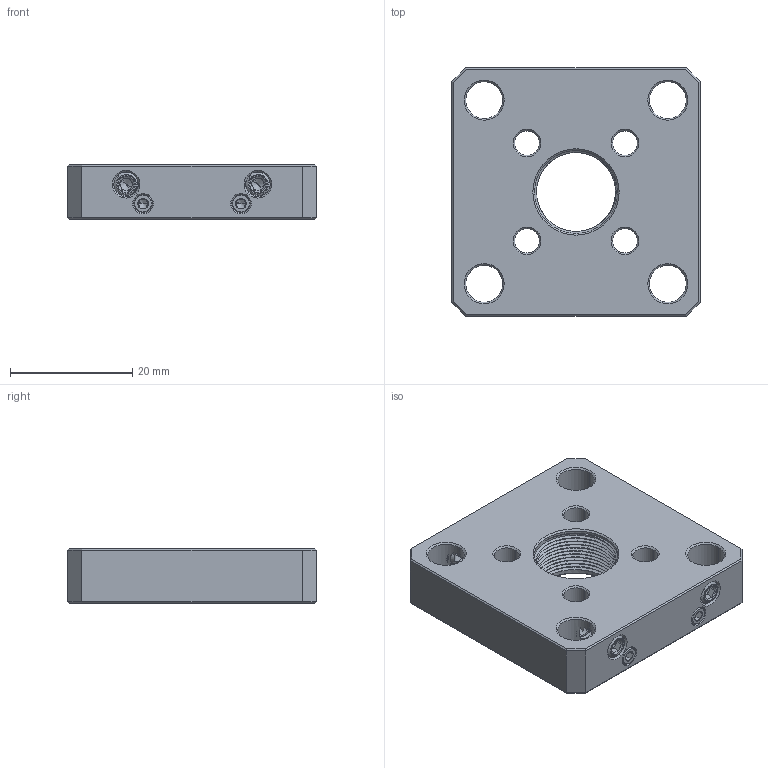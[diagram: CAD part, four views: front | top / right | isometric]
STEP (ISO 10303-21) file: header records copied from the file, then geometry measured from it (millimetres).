
FILE_DESCRIPTION((''),'2;1');
FILE_NAME('SP15_M_ASM','2022-11-15T',('daizh'),(''),'CREO PARAMETRIC BY PTC INC, 2018360','CREO PARAMETRIC BY PTC INC, 2018360','');
FILE_SCHEMA(('CONFIG_CONTROL_DESIGN'));
Products named in the file (4): SP15_M_A1; M4X4_HS; M3X8_HS; SP15_M_ASM
Assembly tree (9 placements, depth 2):
  SP15_M_ASM
    SP15_M_A1
    M4X4_HS  x4
    M3X8_HS  x4
Bounding box: 40.64 x 40.64 x 8.89 mm (x, y, z)
Volume: 11371.9 mm3; surface area: 7423.9 mm2
Topology: 9 solids, 9 shells, 808 faces, 2114 edges, 1300 vertices
Faces by surface type: cylinder 335, bspline 165, cone 157, plane 143, torus 8
Entity records: 50685 total; most frequent: CARTESIAN_POINT 37286, ORIENTED_EDGE 3302, DIRECTION 1874, EDGE_CURVE 1651, VERTEX_POINT 1051, B_SPLINE_CURVE_WITH_KNOTS 900, AXIS2_PLACEMENT_3D 656, EDGE_LOOP 656
